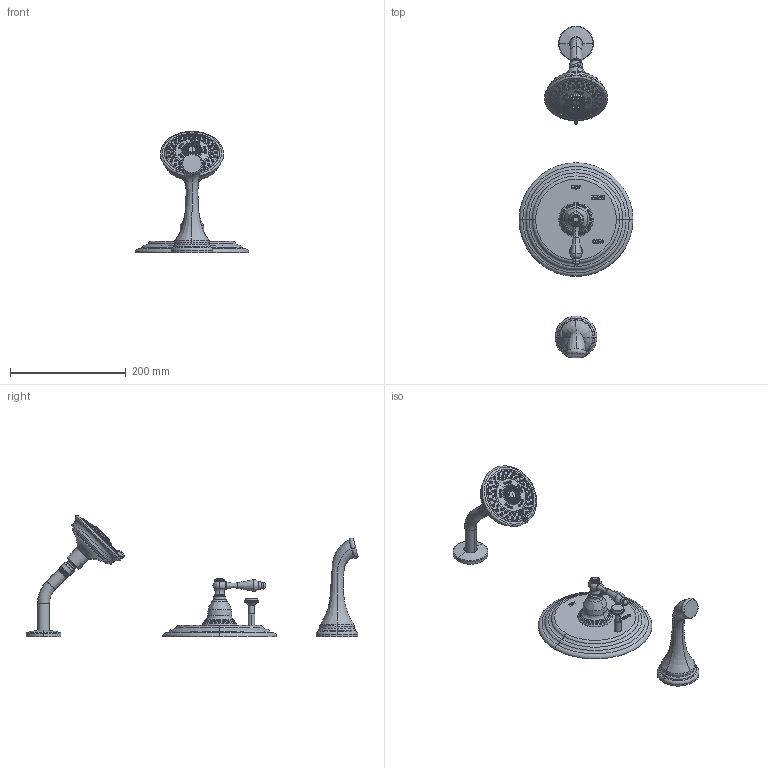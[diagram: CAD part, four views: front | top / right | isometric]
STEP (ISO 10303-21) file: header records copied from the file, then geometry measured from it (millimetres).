
FILE_DESCRIPTION((''),'2;1');
FILE_NAME('3-852BP','2021-05-25T13:23:18',('jinson.thomas'),(''),'CREO PARAMETRIC BY PTC INC, 2018400','CREO PARAMETRIC BY PTC INC, 2018400','');
FILE_SCHEMA(('CONFIG_CONTROL_DESIGN'));
Products named in the file (1): 3-852BP
Bounding box: 196.85 x 574.48 x 209.53 mm (x, y, z)
Volume: 1041369.6 mm3; surface area: 150494.7 mm2
Topology: 3 solids, 3 shells, 1343 faces, 2915 edges, 1750 vertices
Faces by surface type: torus 383, cone 310, plane 244, cylinder 218, bspline 114, extrusion 64, sphere 8, revolution 2
Entity records: 58903 total; most frequent: CARTESIAN_POINT 30488, ORIENTED_EDGE 5822, DIRECTION 5821, EDGE_CURVE 2911, AXIS2_PLACEMENT_3D 2421, VERTEX_POINT 1750, EDGE_LOOP 1535, FACE_OUTER_BOUND 1343
